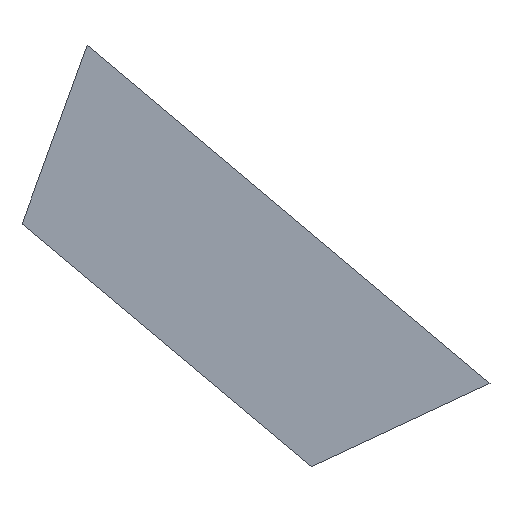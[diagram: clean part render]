
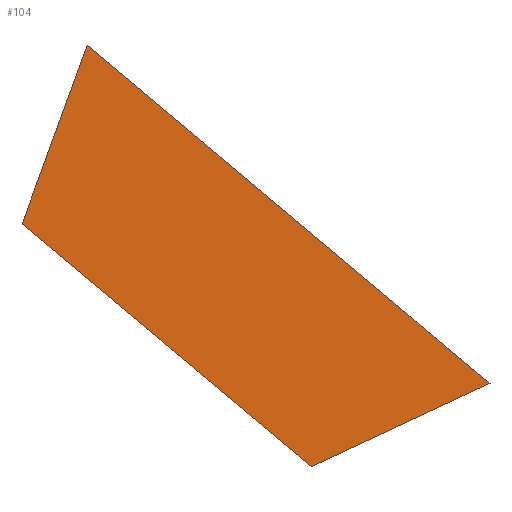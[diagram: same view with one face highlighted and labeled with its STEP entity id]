
A CAD part, front view. The second image highlights one B-rep face of the part: STEP entity #104.
In plain terms, the highlighted planar face has unit normal (0, -1, 0).
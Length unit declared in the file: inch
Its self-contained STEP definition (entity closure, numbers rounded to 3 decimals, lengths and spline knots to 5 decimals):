
#18=FACE_OUTER_BOUND('',#24,.T.);
#24=EDGE_LOOP('',(#83,#84,#85,#86));
#33=LINE('',#168,#45);
#35=LINE('',#173,#47);
#37=LINE('',#176,#49);
#38=LINE('',#177,#50);
#45=VECTOR('',#139,0.3937);
#47=VECTOR('',#143,0.3937);
#49=VECTOR('',#147,0.3937);
#50=VECTOR('',#148,0.3937);
#55=VERTEX_POINT('',#164);
#56=VERTEX_POINT('',#166);
#57=VERTEX_POINT('',#170);
#58=VERTEX_POINT('',#172);
#65=EDGE_CURVE('',#56,#55,#33,.T.);
#67=EDGE_CURVE('',#58,#57,#35,.T.);
#69=EDGE_CURVE('',#57,#55,#37,.T.);
#70=EDGE_CURVE('',#56,#58,#38,.T.);
#83=ORIENTED_EDGE('',*,*,#69,.T.);
#84=ORIENTED_EDGE('',*,*,#65,.F.);
#85=ORIENTED_EDGE('',*,*,#70,.T.);
#86=ORIENTED_EDGE('',*,*,#67,.T.);
#98=PLANE('',#124);
#104=ADVANCED_FACE('',(#18),#98,.T.);
#124=AXIS2_PLACEMENT_3D('',#175,#145,#146);
#139=DIRECTION('',(-0.766,0.,0.643));
#143=DIRECTION('',(-0.766,0.,0.643));
#145=DIRECTION('center_axis',(0.,-1.,0.));
#146=DIRECTION('ref_axis',(1.,0.,0.));
#147=DIRECTION('',(-0.342,0.,-0.94));
#148=DIRECTION('',(0.906,0.,0.423));
#164=CARTESIAN_POINT('',(128.89641,0.,410.07548));
#166=CARTESIAN_POINT('',(155.56936,0.,387.69421));
#168=CARTESIAN_POINT('',(155.67502,0.,387.60556));
#170=CARTESIAN_POINT('',(134.90192,0.,426.57548));
#172=CARTESIAN_POINT('',(172.06936,0.,395.38829));
#173=CARTESIAN_POINT('',(172.17502,0.,395.29964));
#175=CARTESIAN_POINT('Origin',(155.67502,0.,375.42464));
#176=CARTESIAN_POINT('',(127.90491,0.,407.35136));
#177=CARTESIAN_POINT('',(153.13664,0.,386.55982));
